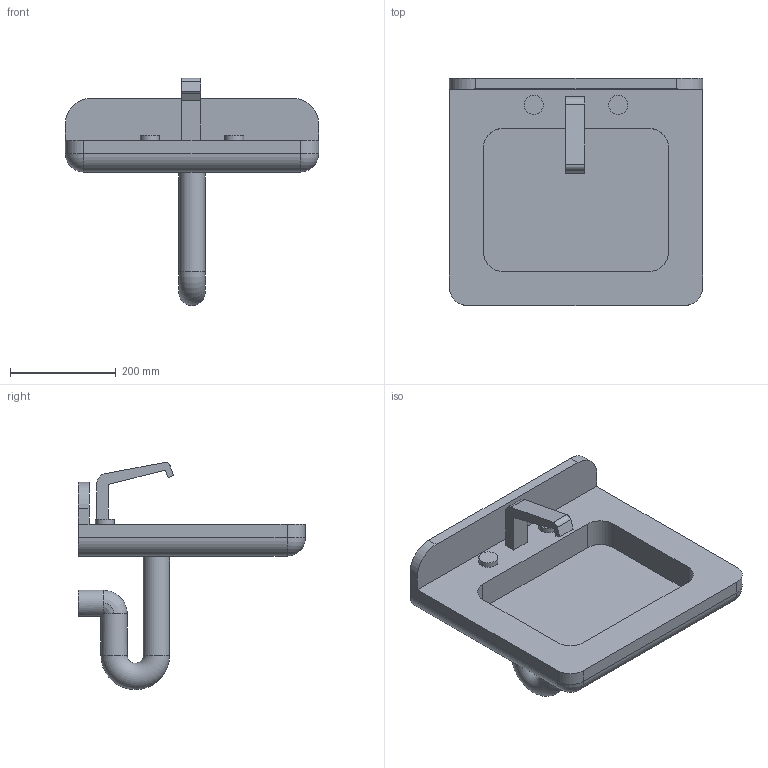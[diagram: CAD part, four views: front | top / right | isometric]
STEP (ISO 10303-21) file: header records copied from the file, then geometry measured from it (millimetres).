
FILE_DESCRIPTION(('FreeCAD Model'),'2;1');
FILE_NAME('sink.step', '2016-12-20T11:27:42',('Author'),(''), 'Open CASCADE STEP processor 6.8','FreeCAD','Unknown');
FILE_SCHEMA(('AUTOMOTIVE_DESIGN_CC2 { 1 2 10303 214 -1 1 5 4 }'));
Length unit declared in the file: millimetre
Products named in the file (3): ASSEMBLY; Pad003; Shape001
Assembly tree (2 placements, depth 2):
  ASSEMBLY
    Pad003
    Shape001
Bounding box: 480 x 430 x 430.38 mm (x, y, z)
Volume: 8723832.3 mm3; surface area: 745458 mm2
Topology: 2 solids, 2 shells, 52 faces, 122 edges, 74 vertices
Faces by surface type: plane 29, cylinder 18, sphere 2, revolution 2, torus 1
Full cylindrical faces by diameter (mm): 36 x2, 50 x3
Entity records: 3083 total; most frequent: CARTESIAN_POINT 587, DIRECTION 474, LINE 265, VECTOR 265, ORIENTED_EDGE 236, PCURVE 236, DEFINITIONAL_REPRESENTATION 236, EDGE_CURVE 118
